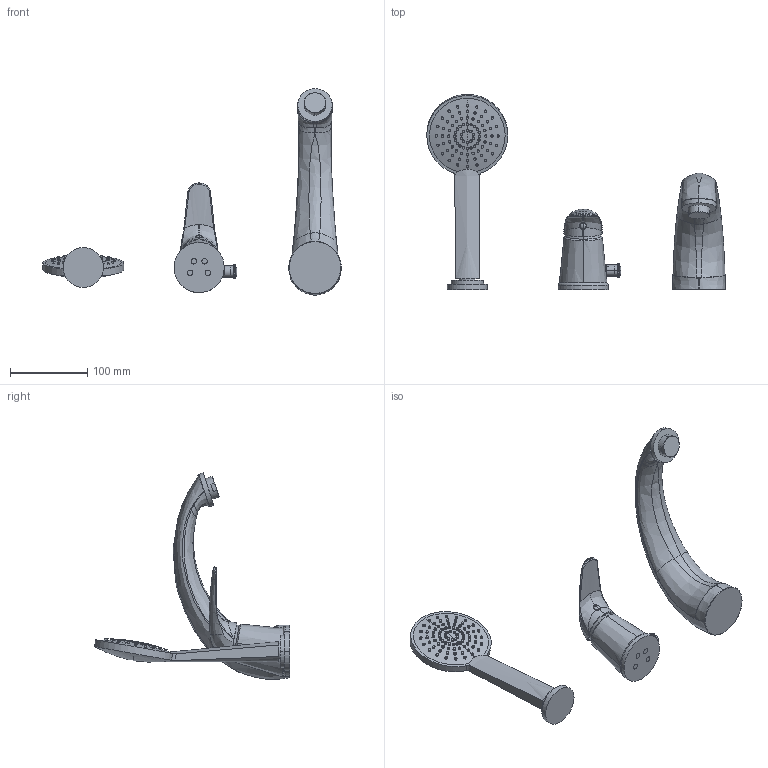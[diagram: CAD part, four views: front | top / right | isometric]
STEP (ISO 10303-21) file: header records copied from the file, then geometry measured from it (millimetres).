
FILE_DESCRIPTION((''),'2;1');
FILE_NAME('DU040CR','2021-11-09T13:39:40',('ut3'),('PAFFONI SpA'),'CREO PARAMETRIC BY PTC INC, 2020044','CREO PARAMETRIC BY PTC INC, 2020044','');
FILE_SCHEMA(('CONFIG_CONTROL_DESIGN','SHAPE_APPEARANCE_LAYERS_GROUPS'));
Products named in the file (1): DU040CR
Bounding box: 386.5 x 252.7 x 267.42 mm (x, y, z)
Volume: 934218 mm3; surface area: 139366.1 mm2
Topology: 5 solids, 5 shells, 568 faces, 1300 edges, 819 vertices
Faces by surface type: cylinder 269, sphere 101, bspline 83, plane 65, cone 36, torus 14
Entity records: 41764 total; most frequent: CARTESIAN_POINT 26275, ORIENTED_EDGE 2564, DIRECTION 1879, EDGE_CURVE 1282, VERTEX_POINT 819, AXIS2_PLACEMENT_3D 747, EDGE_LOOP 675, B_SPLINE_CURVE_WITH_KNOTS 635
